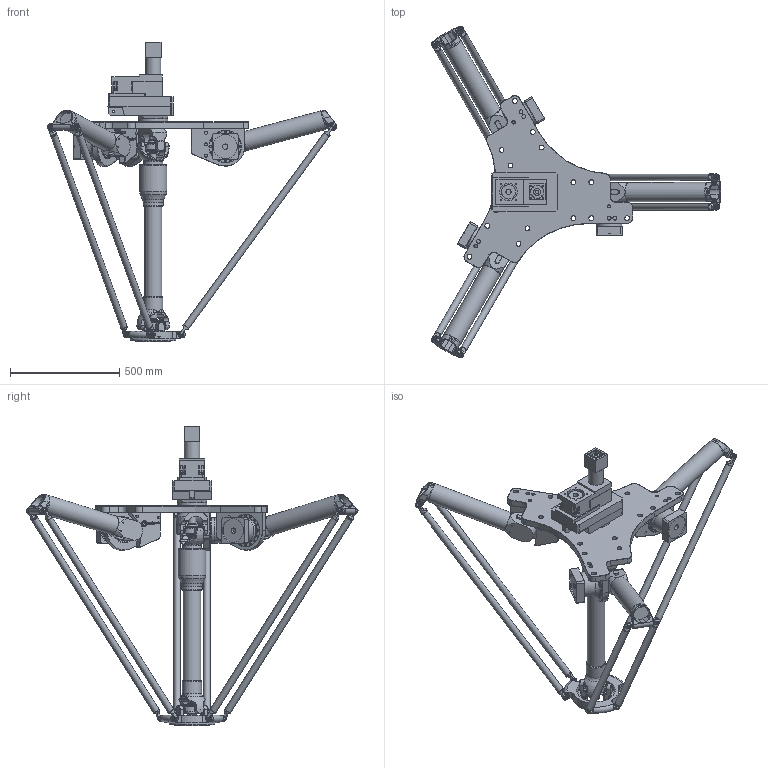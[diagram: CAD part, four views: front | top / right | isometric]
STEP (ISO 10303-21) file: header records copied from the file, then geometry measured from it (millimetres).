
FILE_DESCRIPTION(/* description */ (''),/* implementation_level */ '2;1');
FILE_NAME(/* name */ '3D-model_A_00829-T1.stp',/* time_stamp */ '2022-03-04T10:56:32+01:00',/* author */ ('michael.schutter'),/* organization */ ('Majatronic'),/* preprocessor_version */ 'ST-DEVELOPER v16.5',/* originating_system */ 'Autodesk Inventor 2017',/* authorisation */ '');
FILE_SCHEMA (('AUTOMOTIVE_DESIGN { 1 0 10303 214 3 1 1 }'));
Length unit declared in the file: millimetre
Products named in the file (13): MT_BGR00018898MT_BGR; MT_WST00054870MT_WST; MT_WST00058287MT_WST; MT_WST00050309MT_WST; MT_WST00069208MT_WST; MT_WST00058679MT_WST; MT_WST00054723MT_WST; MT_WST00058670MT_WST; MT_WST00054722MT_WST; MT_WST00058674MT_WST; MT_WST00058678MT_WST; MT_WST00058681MT_WST; MT_WST00066183MT_WST
Assembly tree (25 placements, depth 2):
  MT_BGR00018898MT_BGR
    MT_WST00054870MT_WST
    MT_WST00058287MT_WST  x3
    MT_WST00050309MT_WST  x6
    MT_WST00069208MT_WST  x6
    MT_WST00058679MT_WST
    MT_WST00054723MT_WST
    MT_WST00054722MT_WST  x2
    MT_WST00058670MT_WST
    MT_WST00058674MT_WST
    MT_WST00058678MT_WST
    MT_WST00058681MT_WST
    MT_WST00066183MT_WST
Bounding box: 1323.3 x 1520.13 x 1373.5 mm (x, y, z)
Volume: 49223882.1 mm3; surface area: 3697549.4 mm2
Topology: 25 solids, 46 shells, 3212 faces, 7596 edges, 4818 vertices
Faces by surface type: plane 1691, cylinder 959, cone 342, torus 113, bspline 100, sphere 7
Full cylindrical faces by diameter (mm): 4.917 x18, 5.5 x6, 6.647 x7, 6.8 x4, 8 x40, 8.376 x6, 8.5 x48, 9.6 x3, 10 x4, 11 x1, 12 x22, 13 x2, 13.835 x9, 14 x1, 14.5 x1, 15 x1, 16 x12, 17.294 x6, 18 x48, 19.626 x1, 20 x12, 22 x15, 24 x4, 26 x4, 29.8 x12, 30 x18, 32 x2, 33 x1, 35 x2, 36 x1
Entity records: 69457 total; most frequent: CARTESIAN_POINT 20301, DIRECTION 10299, ORIENTED_EDGE 9106, EDGE_CURVE 4553, AXIS2_PLACEMENT_3D 3823, VERTEX_POINT 3133, EDGE_LOOP 2900, LINE 2653
